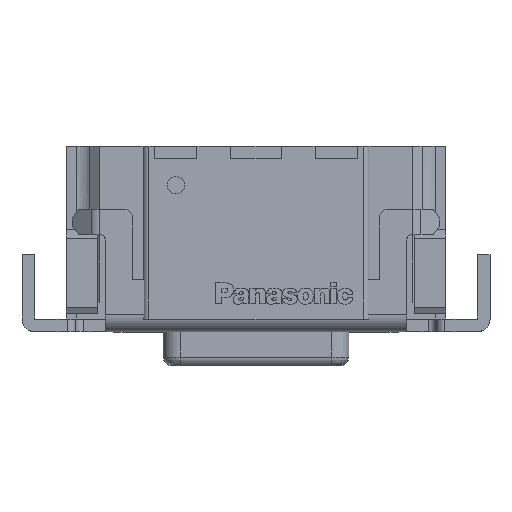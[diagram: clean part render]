
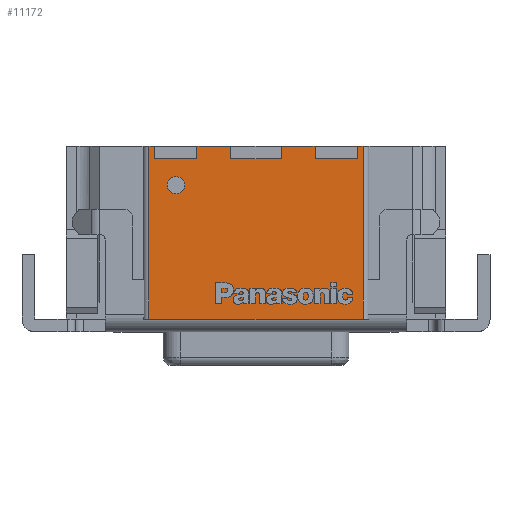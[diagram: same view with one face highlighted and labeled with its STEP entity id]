
A CAD part, top view. The second image highlights one B-rep face of the part: STEP entity #11172.
In plain terms, the highlighted face is planar.
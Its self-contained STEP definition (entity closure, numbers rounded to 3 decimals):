
#922=FACE_OUTER_BOUND('',#1522,.T.);
#1522=EDGE_LOOP('',(#8445,#8446,#8447,#8448,#8449,#8450,#8451,#8452,#8453,
#8454,#8455,#8456,#8457,#8458,#8459,#8460));
#2436=LINE('',#16347,#3691);
#2440=LINE('',#16355,#3695);
#2455=LINE('',#16388,#3710);
#2461=LINE('',#16400,#3716);
#2463=LINE('',#16405,#3718);
#2468=LINE('',#16414,#3723);
#2472=LINE('',#16422,#3727);
#2477=LINE('',#16432,#3732);
#2479=LINE('',#16435,#3734);
#2480=LINE('',#16439,#3735);
#2481=LINE('',#16441,#3736);
#2482=LINE('',#16443,#3737);
#2483=LINE('',#16444,#3738);
#2484=LINE('',#16445,#3739);
#2485=LINE('',#16446,#3740);
#2486=LINE('',#16447,#3741);
#3691=VECTOR('',#13521,10.);
#3695=VECTOR('',#13527,10.);
#3710=VECTOR('',#13564,10.);
#3716=VECTOR('',#13576,10.);
#3718=VECTOR('',#13580,10.);
#3723=VECTOR('',#13587,10.);
#3727=VECTOR('',#13595,10.);
#3732=VECTOR('',#13604,10.);
#3734=VECTOR('',#13608,10.);
#3735=VECTOR('',#13611,10.);
#3736=VECTOR('',#13612,10.);
#3737=VECTOR('',#13613,10.);
#3738=VECTOR('',#13614,10.);
#3739=VECTOR('',#13615,10.);
#3740=VECTOR('',#13616,10.);
#3741=VECTOR('',#13617,10.);
#4858=VERTEX_POINT('',#16344);
#4859=VERTEX_POINT('',#16346);
#4861=VERTEX_POINT('',#16352);
#4862=VERTEX_POINT('',#16354);
#4869=VERTEX_POINT('',#16387);
#4872=VERTEX_POINT('',#16399);
#4873=VERTEX_POINT('',#16403);
#4874=VERTEX_POINT('',#16404);
#4877=VERTEX_POINT('',#16413);
#4879=VERTEX_POINT('',#16421);
#4881=VERTEX_POINT('',#16429);
#4882=VERTEX_POINT('',#16431);
#4883=VERTEX_POINT('',#16437);
#4884=VERTEX_POINT('',#16438);
#4885=VERTEX_POINT('',#16440);
#4886=VERTEX_POINT('',#16442);
#6160=EDGE_CURVE('',#4859,#4858,#2436,.T.);
#6164=EDGE_CURVE('',#4862,#4861,#2440,.T.);
#6182=EDGE_CURVE('',#4858,#4869,#2455,.T.);
#6188=EDGE_CURVE('',#4872,#4859,#2461,.T.);
#6190=EDGE_CURVE('',#4873,#4874,#2463,.T.);
#6195=EDGE_CURVE('',#4877,#4873,#2468,.T.);
#6199=EDGE_CURVE('',#4879,#4877,#2472,.T.);
#6204=EDGE_CURVE('',#4882,#4881,#2477,.T.);
#6206=EDGE_CURVE('',#4861,#4882,#2479,.T.);
#6207=EDGE_CURVE('',#4883,#4884,#2480,.T.);
#6208=EDGE_CURVE('',#4885,#4884,#2481,.T.);
#6209=EDGE_CURVE('',#4885,#4886,#2482,.T.);
#6210=EDGE_CURVE('',#4886,#4872,#2483,.T.);
#6211=EDGE_CURVE('',#4869,#4862,#2484,.T.);
#6212=EDGE_CURVE('',#4881,#4879,#2485,.T.);
#6213=EDGE_CURVE('',#4874,#4883,#2486,.T.);
#8445=ORIENTED_EDGE('',*,*,#6207,.T.);
#8446=ORIENTED_EDGE('',*,*,#6208,.F.);
#8447=ORIENTED_EDGE('',*,*,#6209,.T.);
#8448=ORIENTED_EDGE('',*,*,#6210,.T.);
#8449=ORIENTED_EDGE('',*,*,#6188,.T.);
#8450=ORIENTED_EDGE('',*,*,#6160,.T.);
#8451=ORIENTED_EDGE('',*,*,#6182,.T.);
#8452=ORIENTED_EDGE('',*,*,#6211,.T.);
#8453=ORIENTED_EDGE('',*,*,#6164,.T.);
#8454=ORIENTED_EDGE('',*,*,#6206,.T.);
#8455=ORIENTED_EDGE('',*,*,#6204,.T.);
#8456=ORIENTED_EDGE('',*,*,#6212,.T.);
#8457=ORIENTED_EDGE('',*,*,#6199,.T.);
#8458=ORIENTED_EDGE('',*,*,#6195,.T.);
#8459=ORIENTED_EDGE('',*,*,#6190,.T.);
#8460=ORIENTED_EDGE('',*,*,#6213,.T.);
#10734=PLANE('',#12004);
#11172=ADVANCED_FACE('',(#922),#10734,.T.);
#12004=AXIS2_PLACEMENT_3D('',#16436,#13609,#13610);
#13521=DIRECTION('',(-1.,0.,0.));
#13527=DIRECTION('',(0.,1.,0.));
#13564=DIRECTION('',(0.,-1.,0.));
#13576=DIRECTION('',(0.,1.,0.));
#13580=DIRECTION('',(0.,-1.,0.));
#13587=DIRECTION('',(-1.,0.,0.));
#13595=DIRECTION('',(0.,1.,0.));
#13604=DIRECTION('',(0.,-1.,0.));
#13608=DIRECTION('',(-1.,0.,0.));
#13609=DIRECTION('center_axis',(0.,0.,-1.));
#13610=DIRECTION('ref_axis',(-1.,0.,0.));
#13611=DIRECTION('',(0.,1.,0.));
#13612=DIRECTION('',(-1.,0.,0.));
#13613=DIRECTION('',(0.,-1.,0.));
#13614=DIRECTION('',(-1.,0.,0.));
#13615=DIRECTION('',(-1.,0.,0.));
#13616=DIRECTION('',(-1.,0.,0.));
#13617=DIRECTION('',(-1.,0.,0.));
#16344=CARTESIAN_POINT('',(0.7,-1.15,-1.43));
#16346=CARTESIAN_POINT('',(1.2,-1.15,-1.43));
#16347=CARTESIAN_POINT('',(0.538,-1.15,-1.43));
#16352=CARTESIAN_POINT('',(0.3,-1.15,-1.43));
#16354=CARTESIAN_POINT('',(0.3,-1.3,-1.43));
#16355=CARTESIAN_POINT('',(0.3,-0.935,-1.43));
#16387=CARTESIAN_POINT('',(0.7,-1.3,-1.43));
#16388=CARTESIAN_POINT('',(0.7,-0.935,-1.43));
#16399=CARTESIAN_POINT('',(1.2,-1.3,-1.43));
#16400=CARTESIAN_POINT('',(1.2,-0.935,-1.43));
#16403=CARTESIAN_POINT('',(-1.2,-1.15,-1.43));
#16404=CARTESIAN_POINT('',(-1.2,-1.3,-1.43));
#16405=CARTESIAN_POINT('',(-1.2,-0.935,-1.43));
#16413=CARTESIAN_POINT('',(-0.7,-1.15,-1.43));
#16414=CARTESIAN_POINT('',(-0.537,-1.15,-1.43));
#16421=CARTESIAN_POINT('',(-0.7,-1.3,-1.43));
#16422=CARTESIAN_POINT('',(-0.7,-0.935,-1.43));
#16429=CARTESIAN_POINT('',(-0.3,-1.3,-1.43));
#16431=CARTESIAN_POINT('',(-0.3,-1.15,-1.43));
#16432=CARTESIAN_POINT('',(-0.3,-0.935,-1.43));
#16435=CARTESIAN_POINT('',(0.,-1.15,-1.43));
#16436=CARTESIAN_POINT('Origin',(0.,-0.57,-1.43));
#16437=CARTESIAN_POINT('',(-1.27,-1.3,-1.43));
#16438=CARTESIAN_POINT('',(-1.27,0.75,-1.43));
#16439=CARTESIAN_POINT('',(-1.27,-1.3,-1.43));
#16440=CARTESIAN_POINT('',(1.27,0.75,-1.43));
#16441=CARTESIAN_POINT('',(-0.6,0.75,-1.43));
#16442=CARTESIAN_POINT('',(1.27,-1.3,-1.43));
#16443=CARTESIAN_POINT('',(1.27,0.16,-1.43));
#16444=CARTESIAN_POINT('',(1.27,-1.3,-1.43));
#16445=CARTESIAN_POINT('',(1.27,-1.3,-1.43));
#16446=CARTESIAN_POINT('',(1.27,-1.3,-1.43));
#16447=CARTESIAN_POINT('',(1.27,-1.3,-1.43));
